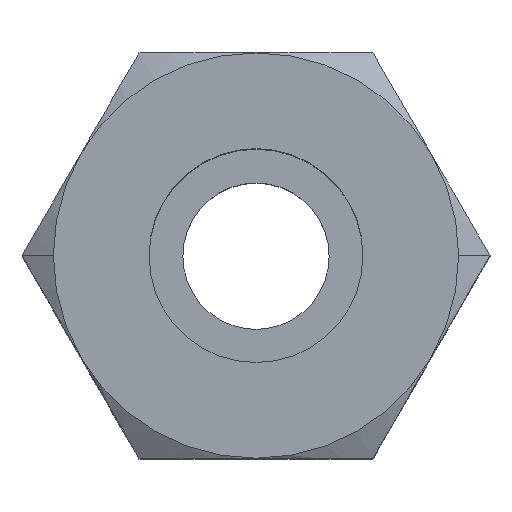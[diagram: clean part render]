
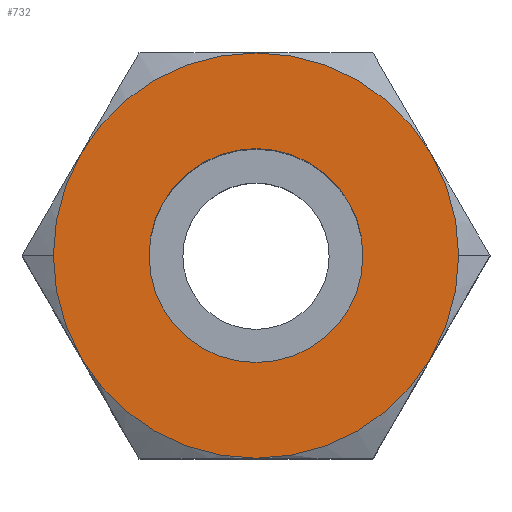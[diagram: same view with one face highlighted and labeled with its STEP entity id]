
A CAD part, top view. The second image highlights one B-rep face of the part: STEP entity #732.
In plain terms, the highlighted planar face has unit normal (0, 0, 1).
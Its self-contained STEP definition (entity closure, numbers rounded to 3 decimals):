
#732=ADVANCED_FACE('',(#1959,#1960),#1961,.T.);
#792=EDGE_CURVE('',#1590,#1052,#2028,.T.);
#842=EDGE_CURVE('',#1712,#1780,#2084,.T.);
#1052=VERTEX_POINT('',#2313);
#1544=EDGE_CURVE('',#1780,#1712,#2863,.T.);
#1590=VERTEX_POINT('',#2916);
#1690=EDGE_CURVE('',#1052,#1590,#3030,.T.);
#1712=VERTEX_POINT('',#3058);
#1780=VERTEX_POINT('',#3133);
#1959=FACE_OUTER_BOUND('',#3357,.T.);
#1960=FACE_BOUND('',#3358,.T.);
#1961=PLANE('',#3359);
#2028=CIRCLE('',#3485,18.0);
#2084=CIRCLE('',#3617,9.5);
#2313=CARTESIAN_POINT('',(-18.0,0.,44.));
#2863=CIRCLE('',#5032,9.5);
#2916=CARTESIAN_POINT('',(18.0,0.,44.));
#3030=CIRCLE('',#5397,18.0);
#3058=CARTESIAN_POINT('',(9.5,0.,44.));
#3133=CARTESIAN_POINT('',(-9.5,0.,44.));
#3357=EDGE_LOOP('',(#5835,#5836));
#3358=EDGE_LOOP('',(#5837,#5838));
#3359=AXIS2_PLACEMENT_3D('',#5839,#5840,#5841);
#3485=AXIS2_PLACEMENT_3D('',#5923,#5924,#5925);
#3617=AXIS2_PLACEMENT_3D('',#5993,#5994,#5995);
#5032=AXIS2_PLACEMENT_3D('',#6938,#6939,#6940);
#5397=AXIS2_PLACEMENT_3D('',#7164,#7165,#7166);
#5835=ORIENTED_EDGE('',*,*,#1690,.F.);
#5836=ORIENTED_EDGE('',*,*,#792,.F.);
#5837=ORIENTED_EDGE('',*,*,#1544,.T.);
#5838=ORIENTED_EDGE('',*,*,#842,.T.);
#5839=CARTESIAN_POINT('',(-13.75,0.,44.));
#5840=DIRECTION('',(0.0,0.0,1.0));
#5841=DIRECTION('',(-1.0,0.,0.0));
#5923=CARTESIAN_POINT('',(0.,0.,44.));
#5924=DIRECTION('',(-0.0,0.0,-1.0));
#5925=DIRECTION('',(-1.0,0.,0.0));
#5993=CARTESIAN_POINT('',(0.,0.,44.));
#5994=DIRECTION('',(-0.0,0.0,-1.0));
#5995=DIRECTION('',(-1.0,0.,0.0));
#6938=CARTESIAN_POINT('',(0.,0.,44.));
#6939=DIRECTION('',(-0.0,0.0,-1.0));
#6940=DIRECTION('',(-1.0,0.,0.0));
#7164=CARTESIAN_POINT('',(0.,0.,44.));
#7165=DIRECTION('',(-0.0,0.0,-1.0));
#7166=DIRECTION('',(-1.0,0.,0.0));
